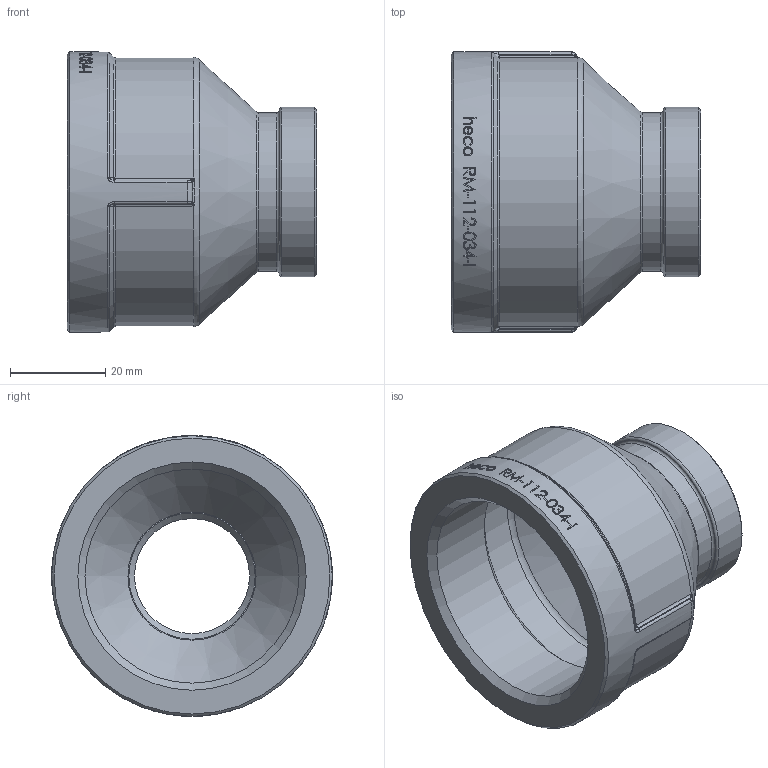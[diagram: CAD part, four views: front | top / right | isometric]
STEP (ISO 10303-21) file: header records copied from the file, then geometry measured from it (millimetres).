
FILE_DESCRIPTION (( 'STEP AP214' ), '1' );
FILE_NAME ('heco_RM-112-034-I Reduziermuffe 2305.STEP', '2023-05-10T10:25:54', ( '' ), ( '' ), 'SwSTEP 2.0', 'SolidWorks 2019', '' );
FILE_SCHEMA (( 'AUTOMOTIVE_DESIGN' ));
Length unit declared in the file: millimetre
Products named in the file (1): heco_RM-112-034-I Reduziermuffe 2305
Bounding box: 52.2 x 58.8 x 58.84 mm (x, y, z)
Volume: 34623.8 mm3; surface area: 17645.2 mm2
Topology: 1 solids, 1 shells, 261 faces, 660 edges, 417 vertices
Faces by surface type: bspline 121, plane 76, cylinder 37, torus 13, cone 10, sphere 4
Full cylindrical faces by diameter (mm): 24.117 x1, 33.3 x1, 35.5 x1, 44.845 x1, 50.9 x1, 58.8 x1
Entity records: 19239 total; most frequent: CARTESIAN_POINT 12152, ORIENTED_EDGE 1254, DIRECTION 716, EDGE_CURVE 627, VERTEX_POINT 411, B_SPLINE_CURVE_WITH_KNOTS 352, EDGE_LOOP 306, AXIS2_PLACEMENT_3D 300
